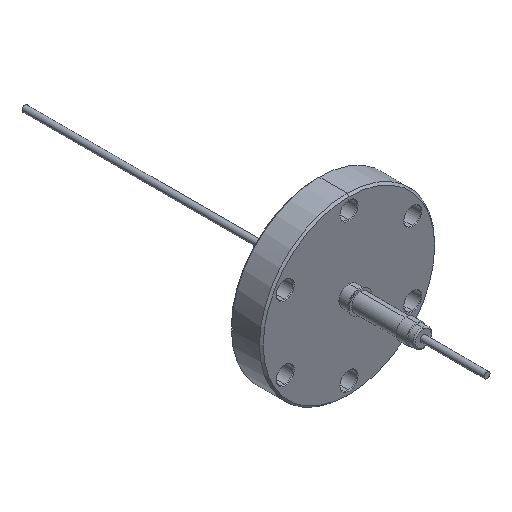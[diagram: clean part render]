
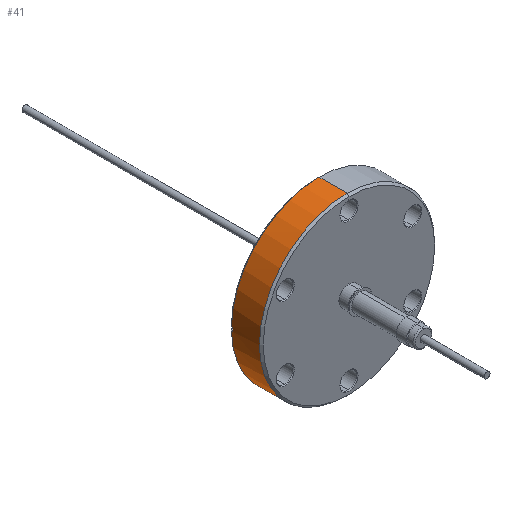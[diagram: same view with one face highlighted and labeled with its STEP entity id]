
A CAD part, isometric view. The second image highlights one B-rep face of the part: STEP entity #41.
In plain terms, the highlighted cylindrical face has radius 34.925 mm (diameter 69.85 mm), a partial arc.
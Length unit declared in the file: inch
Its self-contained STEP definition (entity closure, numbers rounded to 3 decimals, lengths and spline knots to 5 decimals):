
#22 = FACE_OUTER_BOUND ( 'NONE', #705, .T. ) ;
#41 = ADVANCED_FACE ( 'NONE', ( #22 ), #1392, .T. ) ;
#89 = CARTESIAN_POINT ( 'NONE',  ( 0., 0.45, 0. ) ) ;
#131 = EDGE_CURVE ( 'NONE', #494, #2474, #288, .T. ) ;
#269 = DIRECTION ( 'NONE',  ( 0., -1., 0. ) ) ;
#288 = CIRCLE ( 'NONE', #1074, 1.375 ) ;
#290 = VERTEX_POINT ( 'NONE', #375 ) ;
#332 = AXIS2_PLACEMENT_3D ( 'NONE', #1635, #1435, #1206 ) ;
#350 = EDGE_CURVE ( 'NONE', #1427, #1887, #2360, .T. ) ;
#375 = CARTESIAN_POINT ( 'NONE',  ( -1.37465, 0.45, -0.031 ) ) ;
#423 = CARTESIAN_POINT ( 'NONE',  ( 0., 0.47, 1.375 ) ) ;
#432 = AXIS2_PLACEMENT_3D ( 'NONE', #2249, #269, #1357 ) ;
#494 = VERTEX_POINT ( 'NONE', #1532 ) ;
#501 = VECTOR ( 'NONE', #2161, 39.37008 ) ;
#575 = DIRECTION ( 'NONE',  ( 0., 0., -1. ) ) ;
#584 = ORIENTED_EDGE ( 'NONE', *, *, #691, .F. ) ;
#605 = LINE ( 'NONE', #1486, #501 ) ;
#688 = LINE ( 'NONE', #1151, #1497 ) ;
#691 = EDGE_CURVE ( 'NONE', #290, #1466, #1141, .T. ) ;
#705 = EDGE_LOOP ( 'NONE', ( #2650, #1860, #2395, #584, #2370, #748, #2080, #1070 ) ) ;
#709 = CARTESIAN_POINT ( 'NONE',  ( 0., 0.47, -1.375 ) ) ;
#748 = ORIENTED_EDGE ( 'NONE', *, *, #131, .T. ) ;
#783 = DIRECTION ( 'NONE',  ( 0., -1., 0. ) ) ;
#853 = VERTEX_POINT ( 'NONE', #2452 ) ;
#956 = CARTESIAN_POINT ( 'NONE',  ( 0., 0., -1.375 ) ) ;
#973 = DIRECTION ( 'NONE',  ( 0., 0., 1. ) ) ;
#1063 = VERTEX_POINT ( 'NONE', #1263 ) ;
#1070 = ORIENTED_EDGE ( 'NONE', *, *, #2705, .F. ) ;
#1074 = AXIS2_PLACEMENT_3D ( 'NONE', #2799, #1494, #1725 ) ;
#1104 = CARTESIAN_POINT ( 'NONE',  ( -1.37465, 0.47, 0.031 ) ) ;
#1141 = CIRCLE ( 'NONE', #1873, 1.375 ) ;
#1151 = CARTESIAN_POINT ( 'NONE',  ( -1.37465, 0., 0.031 ) ) ;
#1152 = VECTOR ( 'NONE', #2250, 39.37008 ) ;
#1153 = EDGE_CURVE ( 'NONE', #290, #494, #605, .T. ) ;
#1206 = DIRECTION ( 'NONE',  ( 0., 0., -1. ) ) ;
#1263 = CARTESIAN_POINT ( 'NONE',  ( 0., 0.03, 1.375 ) ) ;
#1357 = DIRECTION ( 'NONE',  ( 0., 0., -1. ) ) ;
#1381 = LINE ( 'NONE', #1871, #1152 ) ;
#1392 = CYLINDRICAL_SURFACE ( 'NONE', #432, 1.375 ) ;
#1427 = VERTEX_POINT ( 'NONE', #423 ) ;
#1435 = DIRECTION ( 'NONE',  ( 0., -1., 0. ) ) ;
#1437 = LINE ( 'NONE', #956, #1634 ) ;
#1466 = VERTEX_POINT ( 'NONE', #1975 ) ;
#1486 = CARTESIAN_POINT ( 'NONE',  ( -1.37465, 0., -0.031 ) ) ;
#1494 = DIRECTION ( 'NONE',  ( 0., -1., 0. ) ) ;
#1497 = VECTOR ( 'NONE', #2028, 39.37008 ) ;
#1519 = CARTESIAN_POINT ( 'NONE',  ( 0., 0.47, 0. ) ) ;
#1532 = CARTESIAN_POINT ( 'NONE',  ( -1.37465, 0.47, -0.031 ) ) ;
#1634 = VECTOR ( 'NONE', #783, 39.37008 ) ;
#1635 = CARTESIAN_POINT ( 'NONE',  ( 0., 0.03, 0. ) ) ;
#1642 = AXIS2_PLACEMENT_3D ( 'NONE', #1519, #1718, #575 ) ;
#1681 = CIRCLE ( 'NONE', #332, 1.375 ) ;
#1718 = DIRECTION ( 'NONE',  ( 0., -1., 0. ) ) ;
#1725 = DIRECTION ( 'NONE',  ( 0., 0., -1. ) ) ;
#1860 = ORIENTED_EDGE ( 'NONE', *, *, #350, .T. ) ;
#1871 = CARTESIAN_POINT ( 'NONE',  ( 0., 0., 1.375 ) ) ;
#1873 = AXIS2_PLACEMENT_3D ( 'NONE', #89, #2076, #973 ) ;
#1887 = VERTEX_POINT ( 'NONE', #1104 ) ;
#1967 = EDGE_CURVE ( 'NONE', #1427, #1063, #1381, .T. ) ;
#1975 = CARTESIAN_POINT ( 'NONE',  ( -1.37465, 0.45, 0.031 ) ) ;
#2028 = DIRECTION ( 'NONE',  ( 0., -1., 0. ) ) ;
#2076 = DIRECTION ( 'NONE',  ( 0., 1., 0. ) ) ;
#2080 = ORIENTED_EDGE ( 'NONE', *, *, #2301, .T. ) ;
#2161 = DIRECTION ( 'NONE',  ( 0., 1., 0. ) ) ;
#2249 = CARTESIAN_POINT ( 'NONE',  ( 0., 0., 0. ) ) ;
#2250 = DIRECTION ( 'NONE',  ( 0., -1., 0. ) ) ;
#2301 = EDGE_CURVE ( 'NONE', #2474, #853, #1437, .T. ) ;
#2360 = CIRCLE ( 'NONE', #1642, 1.375 ) ;
#2370 = ORIENTED_EDGE ( 'NONE', *, *, #1153, .T. ) ;
#2395 = ORIENTED_EDGE ( 'NONE', *, *, #2564, .T. ) ;
#2452 = CARTESIAN_POINT ( 'NONE',  ( 0., 0.03, -1.375 ) ) ;
#2474 = VERTEX_POINT ( 'NONE', #709 ) ;
#2564 = EDGE_CURVE ( 'NONE', #1887, #1466, #688, .T. ) ;
#2650 = ORIENTED_EDGE ( 'NONE', *, *, #1967, .F. ) ;
#2705 = EDGE_CURVE ( 'NONE', #1063, #853, #1681, .T. ) ;
#2799 = CARTESIAN_POINT ( 'NONE',  ( 0., 0.47, 0. ) ) ;
